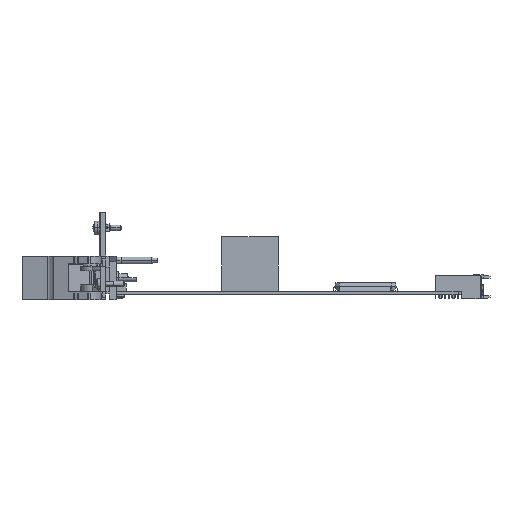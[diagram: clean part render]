
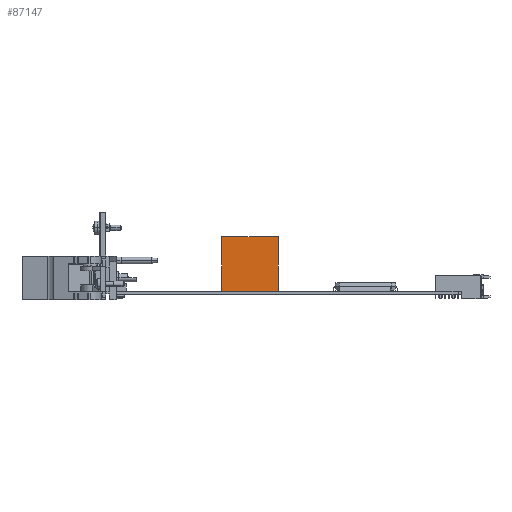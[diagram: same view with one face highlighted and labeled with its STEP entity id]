
A CAD part, front view. The second image highlights one B-rep face of the part: STEP entity #87147.
In plain terms, the highlighted planar face has unit normal (0, -1, 0).
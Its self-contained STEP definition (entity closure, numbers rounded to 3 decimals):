
#489 = LINE ( 'NONE', #51690, #110803 ) ;
#7629 = EDGE_LOOP ( 'NONE', ( #39810, #75122, #109129, #95744 ) ) ;
#7789 = CARTESIAN_POINT ( 'NONE',  ( 0., 0., 0. ) ) ;
#18417 = EDGE_CURVE ( 'NONE', #99621, #122322, #489, .T. ) ;
#18439 = LINE ( 'NONE', #45145, #43667 ) ;
#29418 = DIRECTION ( 'NONE',  ( 1., 0., 0. ) ) ;
#31758 = EDGE_CURVE ( 'NONE', #99621, #132354, #58526, .T. ) ;
#33070 = LINE ( 'NONE', #123847, #61497 ) ;
#34257 = FACE_OUTER_BOUND ( 'NONE', #7629, .T. ) ;
#35298 = DIRECTION ( 'NONE',  ( 1., 0., 0. ) ) ;
#39810 = ORIENTED_EDGE ( 'NONE', *, *, #90508, .T. ) ;
#43667 = VECTOR ( 'NONE', #35298, 1000. ) ;
#45145 = CARTESIAN_POINT ( 'NONE',  ( 0., 0., 0. ) ) ;
#49232 = DIRECTION ( 'NONE',  ( 0., 0., -1. ) ) ;
#51690 = CARTESIAN_POINT ( 'NONE',  ( 0., 0., 25. ) ) ;
#53727 = CARTESIAN_POINT ( 'NONE',  ( 0., 0., 25. ) ) ;
#54182 = PLANE ( 'NONE',  #95392 ) ;
#55197 = VECTOR ( 'NONE', #29418, 1000. ) ;
#58526 = LINE ( 'NONE', #71965, #55197 ) ;
#61497 = VECTOR ( 'NONE', #49232, 1000. ) ;
#64927 = DIRECTION ( 'NONE',  ( 0., 0., 1. ) ) ;
#71965 = CARTESIAN_POINT ( 'NONE',  ( 0., 0., 25. ) ) ;
#75122 = ORIENTED_EDGE ( 'NONE', *, *, #119693, .F. ) ;
#79677 = VERTEX_POINT ( 'NONE', #98976 ) ;
#87147 = ADVANCED_FACE ( 'NONE', ( #34257 ), #54182, .F. ) ;
#90234 = CARTESIAN_POINT ( 'NONE',  ( 26., 0., 25. ) ) ;
#90508 = EDGE_CURVE ( 'NONE', #122322, #79677, #18439, .T. ) ;
#95392 = AXIS2_PLACEMENT_3D ( 'NONE', #53727, #128846, #64927 ) ;
#95744 = ORIENTED_EDGE ( 'NONE', *, *, #18417, .T. ) ;
#98976 = CARTESIAN_POINT ( 'NONE',  ( 26., 0., 0. ) ) ;
#99621 = VERTEX_POINT ( 'NONE', #135708 ) ;
#109129 = ORIENTED_EDGE ( 'NONE', *, *, #31758, .F. ) ;
#110803 = VECTOR ( 'NONE', #126284, 1000. ) ;
#119693 = EDGE_CURVE ( 'NONE', #132354, #79677, #33070, .T. ) ;
#122322 = VERTEX_POINT ( 'NONE', #7789 ) ;
#123847 = CARTESIAN_POINT ( 'NONE',  ( 26., 0., 25. ) ) ;
#126284 = DIRECTION ( 'NONE',  ( 0., 0., -1. ) ) ;
#128846 = DIRECTION ( 'NONE',  ( 0., 1., 0. ) ) ;
#132354 = VERTEX_POINT ( 'NONE', #90234 ) ;
#135708 = CARTESIAN_POINT ( 'NONE',  ( 0., 0., 25. ) ) ;
